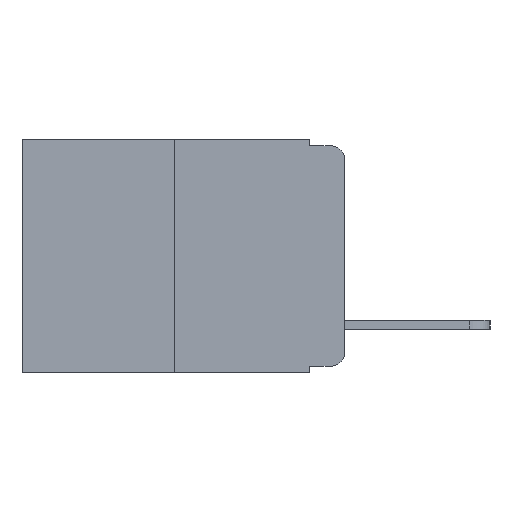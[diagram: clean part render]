
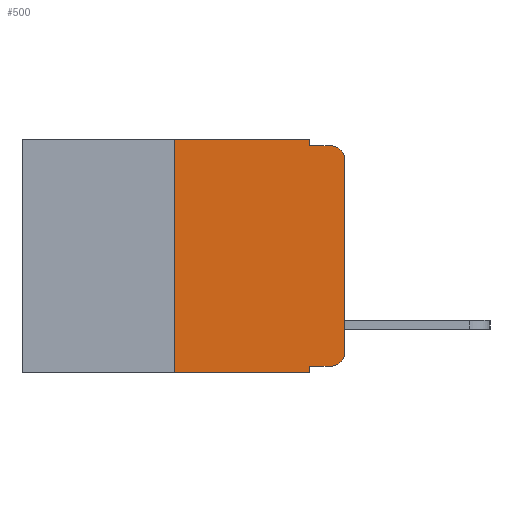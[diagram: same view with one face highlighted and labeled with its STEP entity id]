
A CAD part, left-side view. The second image highlights one B-rep face of the part: STEP entity #500.
In plain terms, the highlighted planar face has unit normal (-1, 0, 0).
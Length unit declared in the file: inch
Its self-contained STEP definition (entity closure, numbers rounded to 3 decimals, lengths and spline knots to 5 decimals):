
#158 = CARTESIAN_POINT ( 'NONE',  ( 0., 0.051, 0. ) ) ;
#183 = LINE ( 'NONE', #4771, #6453 ) ;
#337 = CARTESIAN_POINT ( 'NONE',  ( 0., 0.02, -0.313 ) ) ;
#480 = VERTEX_POINT ( 'NONE', #9053 ) ;
#500 = ADVANCED_FACE ( 'NONE', ( #8675 ), #1749, .F. ) ;
#528 = ORIENTED_EDGE ( 'NONE', *, *, #768, .T. ) ;
#768 = EDGE_CURVE ( 'NONE', #3658, #5751, #183, .T. ) ;
#863 = ORIENTED_EDGE ( 'NONE', *, *, #7166, .T. ) ;
#1047 = ORIENTED_EDGE ( 'NONE', *, *, #2863, .F. ) ;
#1162 = ORIENTED_EDGE ( 'NONE', *, *, #8356, .T. ) ;
#1472 = LINE ( 'NONE', #158, #3425 ) ;
#1623 = DIRECTION ( 'NONE',  ( 0., -1., 0. ) ) ;
#1749 = PLANE ( 'NONE',  #5609 ) ;
#1863 = CARTESIAN_POINT ( 'NONE',  ( 0., 0.051, -0.01 ) ) ;
#1885 = EDGE_CURVE ( 'NONE', #480, #5252, #5660, .T. ) ;
#1972 = VERTEX_POINT ( 'NONE', #10137 ) ;
#2149 = CARTESIAN_POINT ( 'NONE',  ( 0., 0.051, -0.01 ) ) ;
#2261 = ORIENTED_EDGE ( 'NONE', *, *, #9892, .T. ) ;
#2292 = DIRECTION ( 'NONE',  ( 0., 0., 1. ) ) ;
#2298 = VERTEX_POINT ( 'NONE', #9124 ) ;
#2328 = AXIS2_PLACEMENT_3D ( 'NONE', #337, #6217, #8716 ) ;
#2330 = DIRECTION ( 'NONE',  ( 0., -1., 0. ) ) ;
#2606 = LINE ( 'NONE', #8322, #2738 ) ;
#2738 = VECTOR ( 'NONE', #1623, 39.37008 ) ;
#2819 = ORIENTED_EDGE ( 'NONE', *, *, #5028, .F. ) ;
#2863 = EDGE_CURVE ( 'NONE', #8474, #2298, #4588, .T. ) ;
#3165 = CARTESIAN_POINT ( 'NONE',  ( 0., 0.473, -0.343 ) ) ;
#3342 = DIRECTION ( 'NONE',  ( 0., 0., -1. ) ) ;
#3420 = DIRECTION ( 'NONE',  ( 0., -1., 0. ) ) ;
#3425 = VECTOR ( 'NONE', #6760, 39.37008 ) ;
#3607 = CARTESIAN_POINT ( 'NONE',  ( 0., 0., -0.313 ) ) ;
#3658 = VERTEX_POINT ( 'NONE', #3607 ) ;
#4022 = CIRCLE ( 'NONE', #8621, 0.02 ) ;
#4086 = DIRECTION ( 'NONE',  ( 1., 0., 0. ) ) ;
#4574 = CARTESIAN_POINT ( 'NONE',  ( 0., 0.02, -0.01 ) ) ;
#4588 = LINE ( 'NONE', #10650, #5501 ) ;
#4632 = CARTESIAN_POINT ( 'NONE',  ( 0., 0.473, 0. ) ) ;
#4722 = ORIENTED_EDGE ( 'NONE', *, *, #8695, .F. ) ;
#4729 = CARTESIAN_POINT ( 'NONE',  ( 0., 0., -0.03 ) ) ;
#4771 = CARTESIAN_POINT ( 'NONE',  ( 0., 0., 0. ) ) ;
#4886 = VERTEX_POINT ( 'NONE', #8422 ) ;
#4891 = DIRECTION ( 'NONE',  ( 0., 0., -1. ) ) ;
#4970 = LINE ( 'NONE', #3165, #8084 ) ;
#4973 = DIRECTION ( 'NONE',  ( -1., 0., 0. ) ) ;
#5028 = EDGE_CURVE ( 'NONE', #4886, #8559, #1472, .T. ) ;
#5139 = VECTOR ( 'NONE', #3342, 39.37008 ) ;
#5252 = VERTEX_POINT ( 'NONE', #2149 ) ;
#5501 = VECTOR ( 'NONE', #2292, 39.37008 ) ;
#5609 = AXIS2_PLACEMENT_3D ( 'NONE', #4632, #4086, #10755 ) ;
#5621 = VECTOR ( 'NONE', #3420, 39.37008 ) ;
#5660 = LINE ( 'NONE', #8339, #5139 ) ;
#5751 = VERTEX_POINT ( 'NONE', #4729 ) ;
#5832 = CIRCLE ( 'NONE', #2328, 0.02 ) ;
#6217 = DIRECTION ( 'NONE',  ( -1., 0., 0. ) ) ;
#6235 = LINE ( 'NONE', #10475, #6758 ) ;
#6453 = VECTOR ( 'NONE', #7334, 39.37008 ) ;
#6489 = EDGE_LOOP ( 'NONE', ( #528, #1162, #7143, #7296, #4722, #1047, #7770, #2819, #863, #2261 ) ) ;
#6701 = EDGE_CURVE ( 'NONE', #5252, #8110, #7573, .T. ) ;
#6758 = VECTOR ( 'NONE', #8744, 39.37008 ) ;
#6760 = DIRECTION ( 'NONE',  ( 0., 0., -1. ) ) ;
#7143 = ORIENTED_EDGE ( 'NONE', *, *, #6701, .F. ) ;
#7166 = EDGE_CURVE ( 'NONE', #4886, #1972, #2606, .T. ) ;
#7296 = ORIENTED_EDGE ( 'NONE', *, *, #1885, .F. ) ;
#7334 = DIRECTION ( 'NONE',  ( 0., 0., 1. ) ) ;
#7573 = LINE ( 'NONE', #1863, #5621 ) ;
#7770 = ORIENTED_EDGE ( 'NONE', *, *, #7814, .T. ) ;
#7814 = EDGE_CURVE ( 'NONE', #8474, #8559, #4970, .T. ) ;
#7862 = CARTESIAN_POINT ( 'NONE',  ( 0., 0.25, -0.343 ) ) ;
#8084 = VECTOR ( 'NONE', #2330, 39.37008 ) ;
#8110 = VERTEX_POINT ( 'NONE', #4574 ) ;
#8322 = CARTESIAN_POINT ( 'NONE',  ( 0., 0.051, -0.333 ) ) ;
#8339 = CARTESIAN_POINT ( 'NONE',  ( 0., 0.051, 0. ) ) ;
#8356 = EDGE_CURVE ( 'NONE', #5751, #8110, #4022, .T. ) ;
#8422 = CARTESIAN_POINT ( 'NONE',  ( 0., 0.051, -0.333 ) ) ;
#8474 = VERTEX_POINT ( 'NONE', #7862 ) ;
#8559 = VERTEX_POINT ( 'NONE', #9447 ) ;
#8621 = AXIS2_PLACEMENT_3D ( 'NONE', #9942, #4973, #4891 ) ;
#8675 = FACE_OUTER_BOUND ( 'NONE', #6489, .T. ) ;
#8695 = EDGE_CURVE ( 'NONE', #2298, #480, #6235, .T. ) ;
#8716 = DIRECTION ( 'NONE',  ( 0., 0., -1. ) ) ;
#8744 = DIRECTION ( 'NONE',  ( 0., -1., 0. ) ) ;
#9053 = CARTESIAN_POINT ( 'NONE',  ( 0., 0.051, 0. ) ) ;
#9124 = CARTESIAN_POINT ( 'NONE',  ( 0., 0.25, 0. ) ) ;
#9447 = CARTESIAN_POINT ( 'NONE',  ( 0., 0.051, -0.343 ) ) ;
#9892 = EDGE_CURVE ( 'NONE', #1972, #3658, #5832, .T. ) ;
#9942 = CARTESIAN_POINT ( 'NONE',  ( 0., 0.02, -0.03 ) ) ;
#10137 = CARTESIAN_POINT ( 'NONE',  ( 0., 0.02, -0.333 ) ) ;
#10475 = CARTESIAN_POINT ( 'NONE',  ( 0., 0.473, 0. ) ) ;
#10650 = CARTESIAN_POINT ( 'NONE',  ( 0., 0.25, 0. ) ) ;
#10755 = DIRECTION ( 'NONE',  ( 0., 0., -1. ) ) ;
